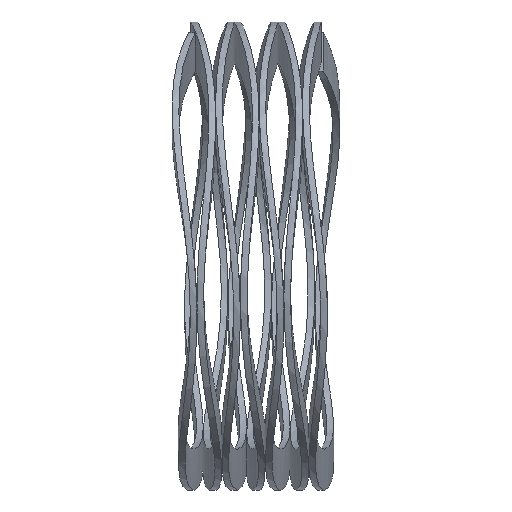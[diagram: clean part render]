
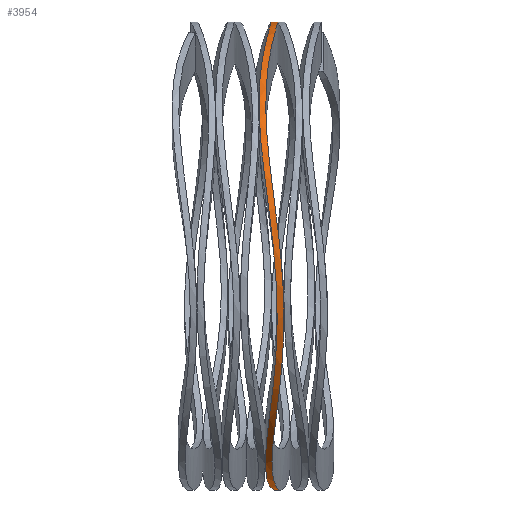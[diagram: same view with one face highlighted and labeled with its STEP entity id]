
A CAD part, left-side view. The second image highlights one B-rep face of the part: STEP entity #3954.
In plain terms, the highlighted cylindrical face has radius 17.25 mm (diameter 34.5 mm), a partial arc.
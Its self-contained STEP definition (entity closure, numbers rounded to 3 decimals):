
#40 = CARTESIAN_POINT ( 'NONE',  ( -14.965, 3.993, -8.654 ) ) ;
#68 = VERTEX_POINT ( 'NONE', #5827 ) ;
#77 = CARTESIAN_POINT ( 'NONE',  ( -8.637, 4.186, -14.974 ) ) ;
#551 = AXIS2_PLACEMENT_3D ( 'NONE', #5757, #2297, #10743 ) ;
#552 = CARTESIAN_POINT ( 'NONE',  ( -5.544, 4.602, -16.374 ) ) ;
#620 = ORIENTED_EDGE ( 'NONE', *, *, #8249, .T. ) ;
#694 = CARTESIAN_POINT ( 'NONE',  ( -17.25, 3.424, -1.125 ) ) ;
#749 = CARTESIAN_POINT ( 'NONE',  ( -11.397, 4.016, -12.998 ) ) ;
#764 = CARTESIAN_POINT ( 'NONE',  ( -15.515, 4.93, 7.624 ) ) ;
#815 = CARTESIAN_POINT ( 'NONE',  ( -8.692, 4.813, 15.062 ) ) ;
#830 = ORIENTED_EDGE ( 'NONE', *, *, #1942, .F. ) ;
#842 = B_SPLINE_CURVE_WITH_KNOTS ( 'NONE', 3,
 ( #6508, #10778, #8207, #9185, #9029, #10829, #903, #3316, #5895, #8261, #8365, #9845, #1514, #694, #4038, #6563, #3211, #9897, #2388, #5741, #1567, #749, #9286, #77, #6002, #5298, #8638, #954, #6875, #3643 ),
 .UNSPECIFIED., .F., .F.,
 ( 4, 2, 2, 2, 2, 2, 2, 2, 2, 2, 2, 2, 2, 2, 4 ),
 ( 0., 0.063, 0.125, 0.25, 0.313, 0.375, 0.5, 0.563, 0.625, 0.688, 0.75, 0.813, 0.875, 0.938, 1. ),
 .UNSPECIFIED. ) ;
#868 = CARTESIAN_POINT ( 'NONE',  ( -1.133, 4.24, 17.25 ) ) ;
#903 = CARTESIAN_POINT ( 'NONE',  ( -10.607, 4.554, 13.791 ) ) ;
#954 = CARTESIAN_POINT ( 'NONE',  ( -2.247, 3.802, -17.14 ) ) ;
#1320 = CARTESIAN_POINT ( 'NONE',  ( 0., 4.006, -17.25 ) ) ;
#1372 = CARTESIAN_POINT ( 'NONE',  ( -2.247, 4.289, -17.14 ) ) ;
#1425 = CARTESIAN_POINT ( 'NONE',  ( -10.519, 4.597, -13.718 ) ) ;
#1426 = CYLINDRICAL_SURFACE ( 'NONE', #551, 17.25 ) ;
#1514 = CARTESIAN_POINT ( 'NONE',  ( -17.25, 3.743, 2.258 ) ) ;
#1567 = CARTESIAN_POINT ( 'NONE',  ( -12.992, 3.815, -11.403 ) ) ;
#1582 = CARTESIAN_POINT ( 'NONE',  ( -17.25, 4.229, 2.258 ) ) ;
#1633 = CARTESIAN_POINT ( 'NONE',  ( -4.481, 4.397, 16.694 ) ) ;
#1787 = CARTESIAN_POINT ( 'NONE',  ( -17.25, 3.913, -1.125 ) ) ;
#1942 = EDGE_CURVE ( 'NONE', #9227, #5054, #8862, .T. ) ;
#2054 = VECTOR ( 'NONE', #6546, 1000. ) ;
#2297 = DIRECTION ( 'NONE',  ( 0., 1., 0. ) ) ;
#2388 = CARTESIAN_POINT ( 'NONE',  ( -14.965, 3.492, -8.654 ) ) ;
#2456 = FACE_OUTER_BOUND ( 'NONE', #6681, .T. ) ;
#2574 = DIRECTION ( 'NONE',  ( 0., 1., 0. ) ) ;
#3020 = CARTESIAN_POINT ( 'NONE',  ( -1.123, 4.148, -17.25 ) ) ;
#3211 = CARTESIAN_POINT ( 'NONE',  ( -16.367, 3.301, -5.564 ) ) ;
#3316 = CARTESIAN_POINT ( 'NONE',  ( -13.006, 4.649, 11.389 ) ) ;
#3435 = CARTESIAN_POINT ( 'NONE',  ( -13.711, 4.201, -10.529 ) ) ;
#3490 = CARTESIAN_POINT ( 'NONE',  ( -16.805, 4.567, 4.501 ) ) ;
#3643 = CARTESIAN_POINT ( 'NONE',  ( 0., 3.52, -17.25 ) ) ;
#3894 = CARTESIAN_POINT ( 'NONE',  ( -7.634, 4.688, -15.511 ) ) ;
#3954 = ADVANCED_FACE ( 'NONE', ( #2456 ), #1426, .T. ) ;
#4012 = ORIENTED_EDGE ( 'NONE', *, *, #5514, .F. ) ;
#4038 = CARTESIAN_POINT ( 'NONE',  ( -17.139, 3.348, -2.256 ) ) ;
#4208 = CARTESIAN_POINT ( 'NONE',  ( 0., 4.258, 17.25 ) ) ;
#4260 = CARTESIAN_POINT ( 'NONE',  ( -13.006, 5.144, 11.388 ) ) ;
#4314 = CARTESIAN_POINT ( 'NONE',  ( -17.139, 3.839, -2.256 ) ) ;
#4627 = ORIENTED_EDGE ( 'NONE', *, *, #10044, .F. ) ;
#4772 = CARTESIAN_POINT ( 'NONE',  ( -12.992, 4.317, -11.404 ) ) ;
#4881 = CARTESIAN_POINT ( 'NONE',  ( -8.637, 4.682, -14.974 ) ) ;
#5039 = CARTESIAN_POINT ( 'NONE',  ( -16.367, 3.798, -5.564 ) ) ;
#5054 = VERTEX_POINT ( 'NONE', #5276 ) ;
#5276 = CARTESIAN_POINT ( 'NONE',  ( 0., 4.258, 17.25 ) ) ;
#5298 = CARTESIAN_POINT ( 'NONE',  ( -5.544, 4.112, -16.374 ) ) ;
#5514 = EDGE_CURVE ( 'NONE', #68, #6022, #842, .T. ) ;
#5741 = CARTESIAN_POINT ( 'NONE',  ( -13.711, 3.699, -10.529 ) ) ;
#5757 = CARTESIAN_POINT ( 'NONE',  ( 0., -0.84, 0. ) ) ;
#5809 = CARTESIAN_POINT ( 'NONE',  ( -10.607, 5.054, 13.791 ) ) ;
#5827 = CARTESIAN_POINT ( 'NONE',  ( 0., 3.764, 17.25 ) ) ;
#5895 = CARTESIAN_POINT ( 'NONE',  ( -13.727, 4.64, 10.508 ) ) ;
#6002 = CARTESIAN_POINT ( 'NONE',  ( -7.634, 4.194, -15.511 ) ) ;
#6022 = VERTEX_POINT ( 'NONE', #6679 ) ;
#6508 = CARTESIAN_POINT ( 'NONE',  ( 0., 3.764, 17.25 ) ) ;
#6526 = CARTESIAN_POINT ( 'NONE',  ( -11.397, 4.517, -12.998 ) ) ;
#6546 = DIRECTION ( 'NONE',  ( 0., 1., 0. ) ) ;
#6563 = CARTESIAN_POINT ( 'NONE',  ( -16.698, 3.284, -4.475 ) ) ;
#6679 = CARTESIAN_POINT ( 'NONE',  ( 0., 3.52, -17.25 ) ) ;
#6681 = EDGE_LOOP ( 'NONE', ( #4627, #4012, #620, #830 ) ) ;
#6774 = VECTOR ( 'NONE', #2574, 1000. ) ;
#6875 = CARTESIAN_POINT ( 'NONE',  ( -1.123, 3.662, -17.25 ) ) ;
#7452 = CARTESIAN_POINT ( 'NONE',  ( -13.727, 5.134, 10.507 ) ) ;
#7604 = CARTESIAN_POINT ( 'NONE',  ( -5.565, 4.495, 16.362 ) ) ;
#7658 = CARTESIAN_POINT ( 'NONE',  ( 0., 4.006, -17.25 ) ) ;
#8114 = CARTESIAN_POINT ( 'NONE',  ( -4.457, 4.516, -16.702 ) ) ;
#8207 = CARTESIAN_POINT ( 'NONE',  ( -2.265, 3.77, 17.139 ) ) ;
#8249 = EDGE_CURVE ( 'NONE', #68, #5054, #8496, .T. ) ;
#8261 = CARTESIAN_POINT ( 'NONE',  ( -14.982, 4.538, 8.625 ) ) ;
#8330 = CARTESIAN_POINT ( 'NONE',  ( -2.265, 4.267, 17.139 ) ) ;
#8365 = CARTESIAN_POINT ( 'NONE',  ( -15.515, 4.441, 7.624 ) ) ;
#8496 = LINE ( 'NONE', #10082, #6774 ) ;
#8638 = CARTESIAN_POINT ( 'NONE',  ( -4.458, 4.027, -16.702 ) ) ;
#8862 = B_SPLINE_CURVE_WITH_KNOTS ( 'NONE', 3,
 ( #1320, #3020, #1372, #8114, #552, #3894, #4881, #1425, #6526, #4772, #3435, #40, #10794, #5039, #9150, #4314, #1787, #1582, #3490, #764, #9252, #7452, #4260, #5809, #815, #7604, #1633, #8330, #868, #4208 ),
 .UNSPECIFIED., .F., .F.,
 ( 4, 2, 2, 2, 2, 2, 2, 2, 2, 2, 2, 2, 2, 2, 4 ),
 ( 0., 0.062, 0.125, 0.187, 0.25, 0.312, 0.375, 0.437, 0.5, 0.625, 0.687, 0.75, 0.875, 0.937, 1. ),
 .UNSPECIFIED. ) ;
#9029 = CARTESIAN_POINT ( 'NONE',  ( -5.566, 3.994, 16.362 ) ) ;
#9150 = CARTESIAN_POINT ( 'NONE',  ( -16.698, 3.779, -4.475 ) ) ;
#9185 = CARTESIAN_POINT ( 'NONE',  ( -4.481, 3.897, 16.694 ) ) ;
#9227 = VERTEX_POINT ( 'NONE', #7658 ) ;
#9252 = CARTESIAN_POINT ( 'NONE',  ( -14.982, 5.028, 8.625 ) ) ;
#9286 = CARTESIAN_POINT ( 'NONE',  ( -10.519, 4.098, -13.718 ) ) ;
#9720 = CARTESIAN_POINT ( 'NONE',  ( 0., -0.84, -17.25 ) ) ;
#9845 = CARTESIAN_POINT ( 'NONE',  ( -16.805, 4.081, 4.5 ) ) ;
#9897 = CARTESIAN_POINT ( 'NONE',  ( -15.5, 3.404, -7.653 ) ) ;
#10044 = EDGE_CURVE ( 'NONE', #6022, #9227, #10710, .T. ) ;
#10082 = CARTESIAN_POINT ( 'NONE',  ( 0., -0.84, 17.25 ) ) ;
#10710 = LINE ( 'NONE', #9720, #2054 ) ;
#10743 = DIRECTION ( 'NONE',  ( 0., 0., 1. ) ) ;
#10778 = CARTESIAN_POINT ( 'NONE',  ( -1.133, 3.745, 17.25 ) ) ;
#10794 = CARTESIAN_POINT ( 'NONE',  ( -15.5, 3.904, -7.654 ) ) ;
#10829 = CARTESIAN_POINT ( 'NONE',  ( -8.692, 4.311, 15.062 ) ) ;
